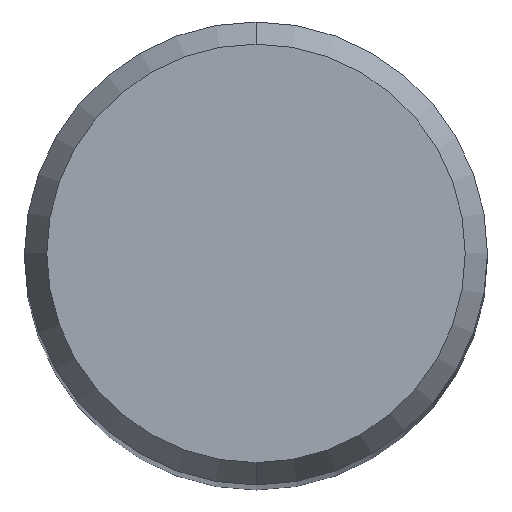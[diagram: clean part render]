
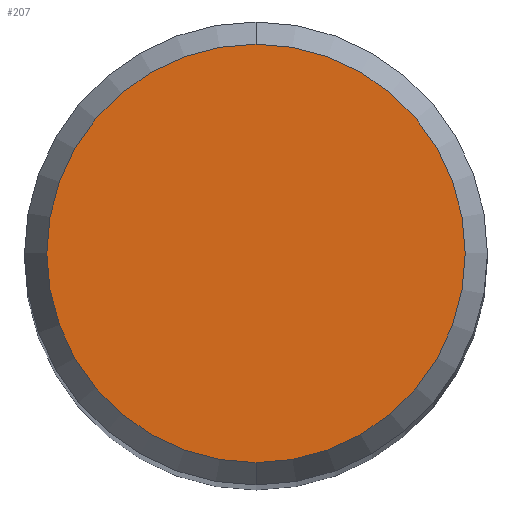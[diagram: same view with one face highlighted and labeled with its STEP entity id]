
A CAD part, top view. The second image highlights one B-rep face of the part: STEP entity #207.
In plain terms, the highlighted planar face has unit normal (0, 0, 1).
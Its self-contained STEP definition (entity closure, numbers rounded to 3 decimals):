
#117=EDGE_CURVE('',#209,#141,#270,.T.);
#123=EDGE_CURVE('',#141,#209,#277,.T.);
#141=VERTEX_POINT('',#298);
#207=ADVANCED_FACE('',(#372),#373,.T.);
#209=VERTEX_POINT('',#375);
#270=CIRCLE('',#439,2.158);
#277=CIRCLE('',#447,2.158);
#298=CARTESIAN_POINT('',(0.0,2.158,0.));
#372=FACE_OUTER_BOUND('',#564,.T.);
#373=PLANE('',#565);
#375=CARTESIAN_POINT('',(0.,-2.158,0.));
#439=AXIS2_PLACEMENT_3D('',#631,#632,#633);
#447=AXIS2_PLACEMENT_3D('',#642,#643,#644);
#564=EDGE_LOOP('',(#764,#765));
#565=AXIS2_PLACEMENT_3D('',#766,#767,#768);
#631=CARTESIAN_POINT('',(0.0,0.0,0.));
#632=DIRECTION('',(0.0,0.0,-1.0));
#633=DIRECTION('',(0.0,1.0,0.0));
#642=CARTESIAN_POINT('',(0.0,0.0,0.));
#643=DIRECTION('',(0.0,0.0,-1.0));
#644=DIRECTION('',(0.0,1.0,0.0));
#764=ORIENTED_EDGE('',*,*,#123,.F.);
#765=ORIENTED_EDGE('',*,*,#117,.F.);
#766=CARTESIAN_POINT('',(0.0,1.079,0.));
#767=DIRECTION('',(-0.0,0.0,1.0));
#768=DIRECTION('',(0.0,-1.0,0.0));
